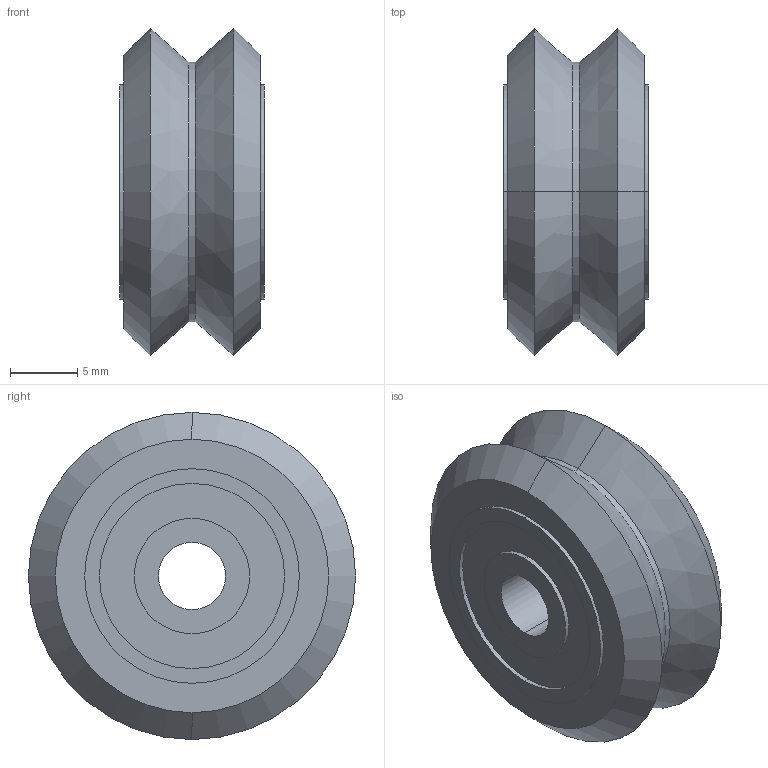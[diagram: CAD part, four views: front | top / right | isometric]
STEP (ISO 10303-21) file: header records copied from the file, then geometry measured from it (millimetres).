
FILE_DESCRIPTION (( 'STEP AP214' ), '1' );
FILE_NAME ('A176 栖闉罻 豂錒罻.STEP', '2019-06-10T09:11:30', ( 'Windows User' ), ( '' ), 'SwSTEP 2.0', 'SolidWorks 2018', '' );
FILE_SCHEMA (( 'AUTOMOTIVE_DESIGN' ));
Length unit declared in the file: millimetre
Products named in the file (4): A176 栖闉罻 豂錒罻; A176 Äâîéíîé ðîëèê äëÿ V-ïàçà, íåðæàâåþùàÿ ñòàëü; A180 Ïîäøèïíèê 625rs, O 5  O 16; A211 Âûñîêîòî÷íàÿ äèñòàíöèîííàÿ øàéáà 5 ìì_00
Assembly tree (4 placements, depth 2):
  A176 栖闉罻 豂錒罻
    A176 Äâîéíîé ðîëèê äëÿ V-ïàçà, íåðæàâåþùàÿ ñòàëü
    A180 Ïîäøèïíèê 625rs, O 5  O 16  x2
    A211 Âûñîêîòî÷íàÿ äèñòàíöèîííàÿ øàéáà 5 ìì_00
Bounding box: 10.8 x 24.39 x 24.39 mm (x, y, z)
Volume: 3607.2 mm3; surface area: 3450.3 mm2
Topology: 4 solids, 4 shells, 62 faces, 124 edges, 80 vertices
Faces by surface type: cylinder 36, plane 18, cone 8
Entity records: 1360 total; most frequent: DIRECTION 246, CARTESIAN_POINT 195, ORIENTED_EDGE 176, AXIS2_PLACEMENT_3D 107, EDGE_CURVE 88, EDGE_LOOP 56, CIRCLE 56, VERTEX_POINT 56
